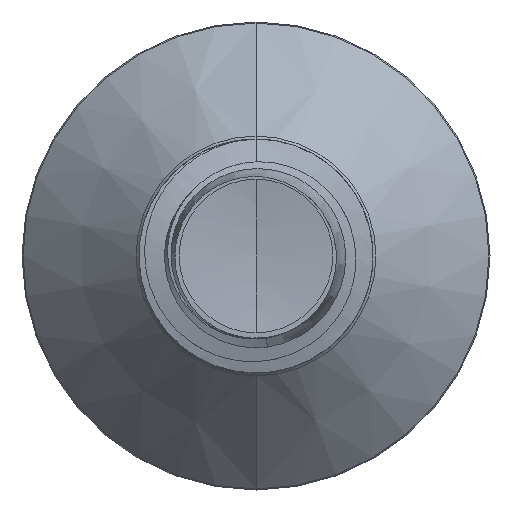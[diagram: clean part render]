
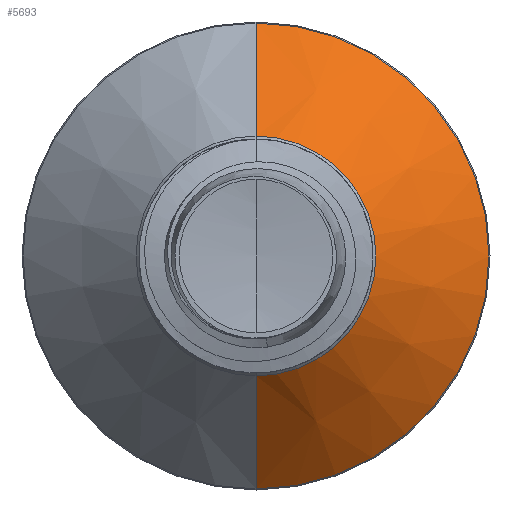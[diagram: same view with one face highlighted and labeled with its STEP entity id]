
A CAD part, front view. The second image highlights one B-rep face of the part: STEP entity #5693.
In plain terms, the highlighted conical face has half-angle 45 degrees and reference radius 2.563 mm.
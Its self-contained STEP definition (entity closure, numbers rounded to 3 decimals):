
#36 = ORIENTED_EDGE ( 'NONE', *, *, #5323, .T. ) ;
#350 = DIRECTION ( 'NONE',  ( 0., 1., 0. ) ) ;
#1887 = DIRECTION ( 'NONE',  ( 0., 0.707, -0.707 ) ) ;
#2658 = VERTEX_POINT ( 'NONE', #9996 ) ;
#5213 = ORIENTED_EDGE ( 'NONE', *, *, #20583, .T. ) ;
#5294 = DIRECTION ( 'NONE',  ( 0., 0.707, 0.707 ) ) ;
#5323 = EDGE_CURVE ( 'NONE', #2658, #7742, #9640, .T. ) ;
#5693 = ADVANCED_FACE ( 'NONE', ( #18577 ), #12957, .T. ) ;
#6849 = AXIS2_PLACEMENT_3D ( 'NONE', #10680, #23824, #12609 ) ;
#7454 = EDGE_CURVE ( 'NONE', #16914, #9055, #17710, .T. ) ;
#7742 = VERTEX_POINT ( 'NONE', #21707 ) ;
#9055 = VERTEX_POINT ( 'NONE', #19307 ) ;
#9259 = CARTESIAN_POINT ( 'NONE',  ( 0., 10.813, 2.563 ) ) ;
#9476 = AXIS2_PLACEMENT_3D ( 'NONE', #16992, #22534, #18881 ) ;
#9640 = CIRCLE ( 'NONE', #6849, 2.563 ) ;
#9996 = CARTESIAN_POINT ( 'NONE',  ( 0., 10.813, 2.563 ) ) ;
#10470 = ORIENTED_EDGE ( 'NONE', *, *, #7454, .F. ) ;
#10680 = CARTESIAN_POINT ( 'NONE',  ( 0., 10.813, 0. ) ) ;
#12093 = CARTESIAN_POINT ( 'NONE',  ( 0., 13.228, 0. ) ) ;
#12538 = EDGE_CURVE ( 'NONE', #2658, #16914, #23747, .T. ) ;
#12609 = DIRECTION ( 'NONE',  ( 0., 0., 1. ) ) ;
#12957 = CONICAL_SURFACE ( 'NONE', #9476, 2.563, 0.785 ) ;
#13129 = LINE ( 'NONE', #13881, #17597 ) ;
#13881 = CARTESIAN_POINT ( 'NONE',  ( 0., 10.813, -2.563 ) ) ;
#14002 = DIRECTION ( 'NONE',  ( 0., 0., 1. ) ) ;
#15551 = ORIENTED_EDGE ( 'NONE', *, *, #12538, .F. ) ;
#16914 = VERTEX_POINT ( 'NONE', #18192 ) ;
#16992 = CARTESIAN_POINT ( 'NONE',  ( 0., 10.813, 0. ) ) ;
#17265 = AXIS2_PLACEMENT_3D ( 'NONE', #12093, #350, #14002 ) ;
#17597 = VECTOR ( 'NONE', #1887, 1000. ) ;
#17645 = EDGE_LOOP ( 'NONE', ( #36, #5213, #10470, #15551 ) ) ;
#17710 = CIRCLE ( 'NONE', #17265, 4.978 ) ;
#18192 = CARTESIAN_POINT ( 'NONE',  ( 0., 13.228, 4.978 ) ) ;
#18577 = FACE_OUTER_BOUND ( 'NONE', #17645, .T. ) ;
#18881 = DIRECTION ( 'NONE',  ( 0., 0., 1. ) ) ;
#19307 = CARTESIAN_POINT ( 'NONE',  ( 0., 13.228, -4.978 ) ) ;
#20583 = EDGE_CURVE ( 'NONE', #7742, #9055, #13129, .T. ) ;
#21707 = CARTESIAN_POINT ( 'NONE',  ( 0., 10.813, -2.563 ) ) ;
#22534 = DIRECTION ( 'NONE',  ( 0., 1., 0. ) ) ;
#22607 = VECTOR ( 'NONE', #5294, 1000. ) ;
#23747 = LINE ( 'NONE', #9259, #22607 ) ;
#23824 = DIRECTION ( 'NONE',  ( 0., 1., 0. ) ) ;
